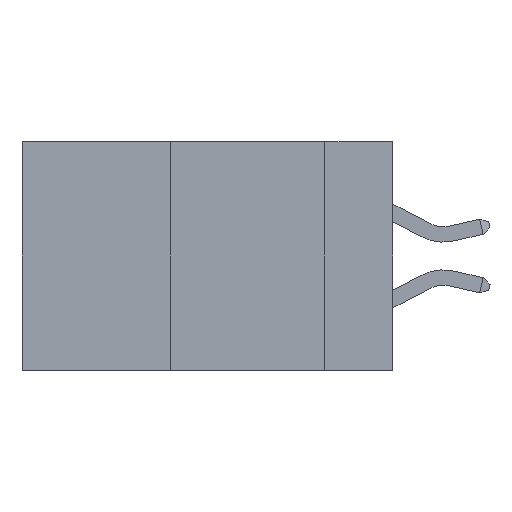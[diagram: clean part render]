
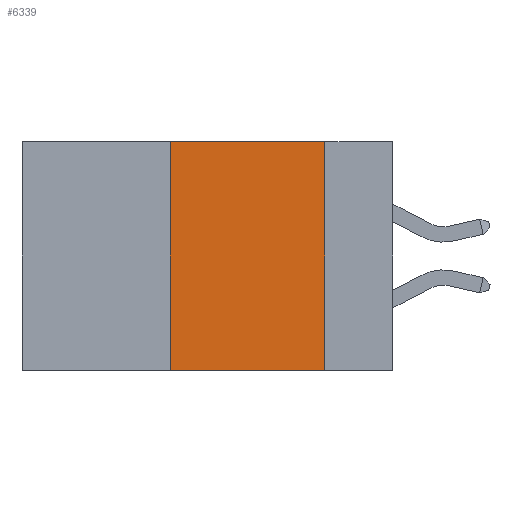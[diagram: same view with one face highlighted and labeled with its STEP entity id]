
A CAD part, left-side view. The second image highlights one B-rep face of the part: STEP entity #6339.
In plain terms, the highlighted planar face has unit normal (-1, 0, 0).
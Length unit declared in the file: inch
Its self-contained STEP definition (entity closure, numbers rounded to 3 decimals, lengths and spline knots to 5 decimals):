
#291 = DIRECTION ( 'NONE',  ( 0., 0., -1. ) ) ;
#336 = CARTESIAN_POINT ( 'NONE',  ( 0., 0.11, 0. ) ) ;
#1919 = CARTESIAN_POINT ( 'NONE',  ( 0., 0.36, 0. ) ) ;
#2064 = LINE ( 'NONE', #3467, #6323 ) ;
#2144 = VERTEX_POINT ( 'NONE', #6664 ) ;
#2497 = CARTESIAN_POINT ( 'NONE',  ( 0., 0.6, 0. ) ) ;
#3211 = VERTEX_POINT ( 'NONE', #5247 ) ;
#3286 = LINE ( 'NONE', #336, #11835 ) ;
#3467 = CARTESIAN_POINT ( 'NONE',  ( 0., 0.6, -0.37 ) ) ;
#3625 = DIRECTION ( 'NONE',  ( 0., 0., -1. ) ) ;
#5062 = EDGE_CURVE ( 'NONE', #3211, #2144, #3286, .T. ) ;
#5247 = CARTESIAN_POINT ( 'NONE',  ( 0., 0.11, 0. ) ) ;
#5396 = VECTOR ( 'NONE', #6772, 39.37008 ) ;
#5577 = LINE ( 'NONE', #6915, #5396 ) ;
#5896 = EDGE_CURVE ( 'NONE', #12191, #11688, #6034, .T. ) ;
#6034 = LINE ( 'NONE', #8412, #11936 ) ;
#6205 = DIRECTION ( 'NONE',  ( 0., 0., 1. ) ) ;
#6323 = VECTOR ( 'NONE', #7783, 39.37008 ) ;
#6339 = ADVANCED_FACE ( 'NONE', ( #12959 ), #7032, .F. ) ;
#6664 = CARTESIAN_POINT ( 'NONE',  ( 0., 0.11, -0.37 ) ) ;
#6772 = DIRECTION ( 'NONE',  ( 0., -1., 0. ) ) ;
#6915 = CARTESIAN_POINT ( 'NONE',  ( 0., 0.6, 0. ) ) ;
#7032 = PLANE ( 'NONE',  #13380 ) ;
#7521 = ORIENTED_EDGE ( 'NONE', *, *, #5062, .F. ) ;
#7783 = DIRECTION ( 'NONE',  ( 0., -1., 0. ) ) ;
#8305 = EDGE_CURVE ( 'NONE', #12191, #2144, #2064, .T. ) ;
#8412 = CARTESIAN_POINT ( 'NONE',  ( 0., 0.36, 0. ) ) ;
#8867 = EDGE_CURVE ( 'NONE', #11688, #3211, #5577, .T. ) ;
#9321 = ORIENTED_EDGE ( 'NONE', *, *, #8305, .T. ) ;
#9383 = EDGE_LOOP ( 'NONE', ( #7521, #10743, #12140, #9321 ) ) ;
#10743 = ORIENTED_EDGE ( 'NONE', *, *, #8867, .F. ) ;
#11685 = CARTESIAN_POINT ( 'NONE',  ( 0., 0.36, -0.37 ) ) ;
#11688 = VERTEX_POINT ( 'NONE', #1919 ) ;
#11835 = VECTOR ( 'NONE', #291, 39.37008 ) ;
#11936 = VECTOR ( 'NONE', #6205, 39.37008 ) ;
#12140 = ORIENTED_EDGE ( 'NONE', *, *, #5896, .F. ) ;
#12191 = VERTEX_POINT ( 'NONE', #11685 ) ;
#12438 = DIRECTION ( 'NONE',  ( 1., 0., 0. ) ) ;
#12959 = FACE_OUTER_BOUND ( 'NONE', #9383, .T. ) ;
#13380 = AXIS2_PLACEMENT_3D ( 'NONE', #2497, #12438, #3625 ) ;
